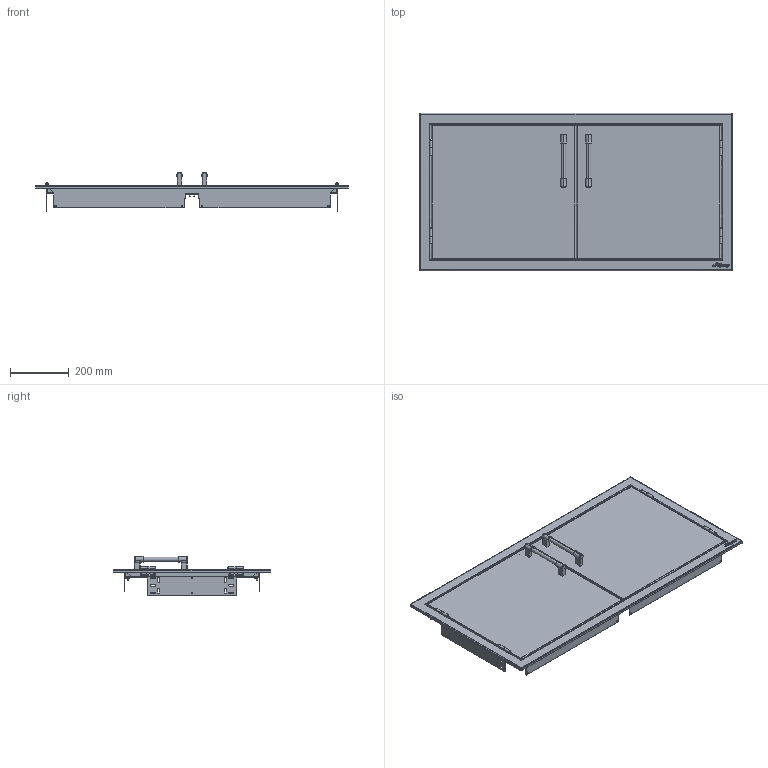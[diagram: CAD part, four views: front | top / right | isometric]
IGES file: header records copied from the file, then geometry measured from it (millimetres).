
Start section: SolidWorks IGES file using analytic representation for surfaces
Global section: file name: AXE-42.IGS; native system: SolidWorks 2017; preprocessor: SolidWorks 2017; author: jorge; date: 181004.135840; units: inch
Bounding box: 1064.36 x 536.58 x 133.35 mm (x, y, z)
Surface area: 1776134.6 mm2 (no closed solid volume)
Topology: 0 solids, 0 shells, 573 faces, 7310 edges, 7298 vertices
Faces by surface type: bspline 318, revolution 255
